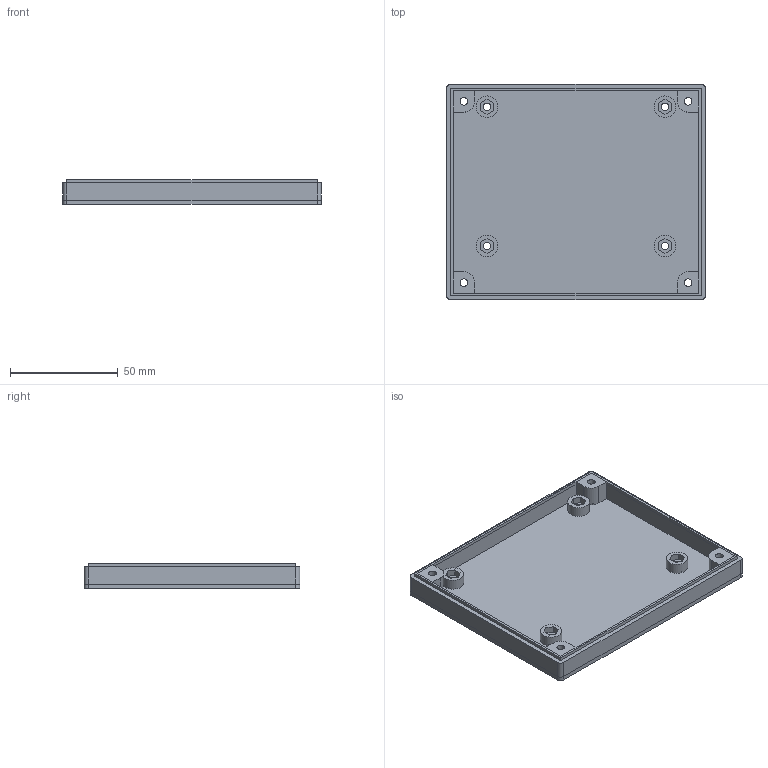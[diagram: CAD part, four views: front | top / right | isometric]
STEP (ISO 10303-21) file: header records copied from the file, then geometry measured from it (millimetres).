
FILE_DESCRIPTION(('FreeCAD Model'),'2;1');
FILE_NAME('Open CASCADE Shape Model','2022-11-29T13:52:28',(''),(''), 'Open CASCADE STEP processor 7.5','FreeCAD','Unknown');
FILE_SCHEMA(('AUTOMOTIVE_DESIGN { 1 0 10303 214 1 1 1 1 }'));
Length unit declared in the file: millimetre
Products named in the file (1): Bottom
Bounding box: 120 x 100 x 11.5 mm (x, y, z)
Volume: 37984 mm3; surface area: 34616.3 mm2
Topology: 1 solids, 1 shells, 108 faces, 252 edges, 164 vertices
Faces by surface type: plane 76, cylinder 32
Full cylindrical faces by diameter (mm): 3.5 x8, 9 x8, 10 x4
Entity records: 6450 total; most frequent: CARTESIAN_POINT 1149, DIRECTION 1014, LINE 640, VECTOR 640, ORIENTED_EDGE 504, PCURVE 504, DEFINITIONAL_REPRESENTATION 504, EDGE_CURVE 252
